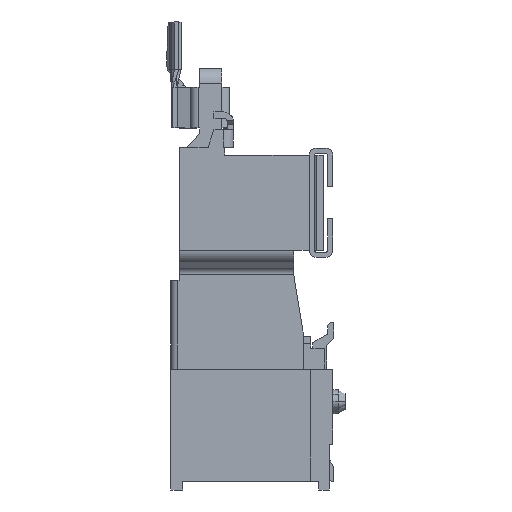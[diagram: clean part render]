
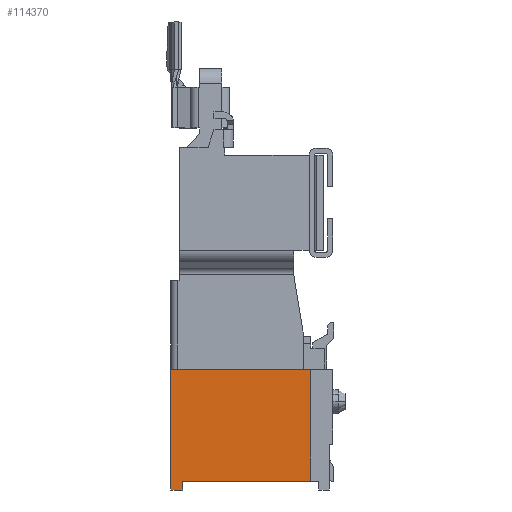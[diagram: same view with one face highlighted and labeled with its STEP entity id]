
A CAD part, left-side view. The second image highlights one B-rep face of the part: STEP entity #114370.
In plain terms, the highlighted planar face has unit normal (-1, 0, 0).
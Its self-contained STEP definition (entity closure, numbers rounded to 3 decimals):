
#37329=DIRECTION('',(0.,0.,-1.));
#37330=VECTOR('',#37329,6.35);
#37331=CARTESIAN_POINT('',(-35.5,-3.35,0.));
#37332=LINE('',#37331,#37330);
#37333=DIRECTION('',(0.,1.,0.));
#37334=VECTOR('',#37333,7.27);
#37335=CARTESIAN_POINT('',(-35.5,-3.35,-6.35));
#37336=LINE('',#37335,#37334);
#37337=DIRECTION('',(0.,0.,1.));
#37338=VECTOR('',#37337,0.5);
#37339=CARTESIAN_POINT('',(-35.5,3.92,-6.85));
#37340=LINE('',#37339,#37338);
#37341=DIRECTION('',(0.,1.,0.));
#37342=VECTOR('',#37341,0.68);
#37343=CARTESIAN_POINT('',(-35.5,3.92,-6.85));
#37344=LINE('',#37343,#37342);
#37345=DIRECTION('',(0.,0.,1.));
#37346=VECTOR('',#37345,6.85);
#37347=CARTESIAN_POINT('',(-35.5,4.6,-6.85));
#37348=LINE('',#37347,#37346);
#37349=DIRECTION('',(0.,-1.,0.));
#37350=VECTOR('',#37349,7.95);
#37351=CARTESIAN_POINT('',(-35.5,4.6,0.));
#37352=LINE('',#37351,#37350);
#49911=CARTESIAN_POINT('',(-35.5,4.6,-6.85));
#49912=CARTESIAN_POINT('',(-35.5,4.6,0.));
#49913=VERTEX_POINT('',#49911);
#49914=VERTEX_POINT('',#49912);
#49927=CARTESIAN_POINT('',(-35.5,3.92,-6.85));
#49928=CARTESIAN_POINT('',(-35.5,3.92,-6.35));
#49929=VERTEX_POINT('',#49927);
#49930=VERTEX_POINT('',#49928);
#49939=CARTESIAN_POINT('',(-35.5,-3.35,0.));
#49940=CARTESIAN_POINT('',(-35.5,-3.35,-6.35));
#49941=VERTEX_POINT('',#49939);
#49942=VERTEX_POINT('',#49940);
#114356=CARTESIAN_POINT('',(-35.5,0.,0.));
#114357=DIRECTION('',(1.,0.,0.));
#114358=DIRECTION('',(0.,0.,-1.));
#114359=AXIS2_PLACEMENT_3D('',#114356,#114357,#114358);
#114360=PLANE('',#114359);
#114362=ORIENTED_EDGE('',*,*,#114361,.T.);
#114363=ORIENTED_EDGE('',*,*,#114335,.T.);
#114364=ORIENTED_EDGE('',*,*,#83783,.F.);
#114365=ORIENTED_EDGE('',*,*,#114038,.T.);
#114366=ORIENTED_EDGE('',*,*,#79408,.T.);
#114367=ORIENTED_EDGE('',*,*,#67793,.T.);
#114368=EDGE_LOOP('',(#114362,#114363,#114364,#114365,#114366,#114367));
#114369=FACE_OUTER_BOUND('',#114368,.F.);
#67793=EDGE_CURVE('',#49914,#49941,#37352,.T.);
#79408=EDGE_CURVE('',#49913,#49914,#37348,.T.);
#83783=EDGE_CURVE('',#49929,#49930,#37340,.T.);
#114038=EDGE_CURVE('',#49929,#49913,#37344,.T.);
#114335=EDGE_CURVE('',#49942,#49930,#37336,.T.);
#114361=EDGE_CURVE('',#49941,#49942,#37332,.T.);
#114370=ADVANCED_FACE('',(#114369),#114360,.F.);
